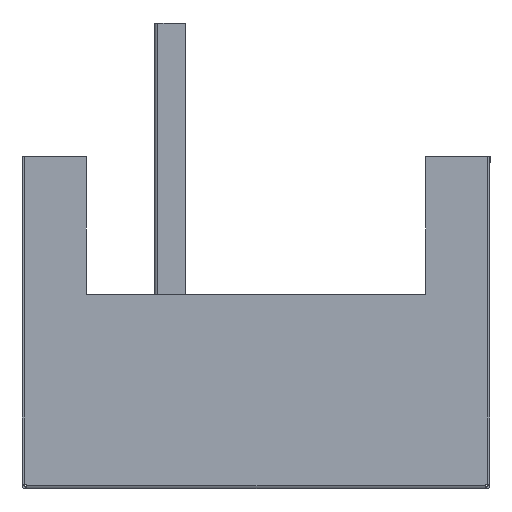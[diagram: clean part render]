
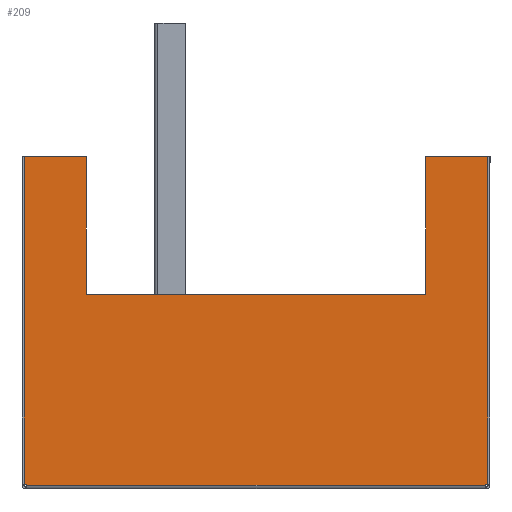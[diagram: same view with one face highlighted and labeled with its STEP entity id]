
A CAD part, left-side view. The second image highlights one B-rep face of the part: STEP entity #209.
In plain terms, the highlighted face is planar.
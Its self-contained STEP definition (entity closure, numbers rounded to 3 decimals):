
#43 = LINE ( 'NONE', #2014, #1114 ) ;
#44 = VERTEX_POINT ( 'NONE', #795 ) ;
#61 = EDGE_CURVE ( 'NONE', #199, #380, #898, .T. ) ;
#62 = EDGE_CURVE ( 'NONE', #1202, #1625, #1427, .T. ) ;
#99 = EDGE_CURVE ( 'NONE', #1202, #44, #891, .T. ) ;
#120 = EDGE_CURVE ( 'NONE', #721, #1272, #1305, .T. ) ;
#126 = CARTESIAN_POINT ( 'NONE',  ( -222., 0., -117.429 ) ) ;
#168 = VECTOR ( 'NONE', #192, 1000. ) ;
#172 = EDGE_CURVE ( 'NONE', #1917, #936, #1764, .T. ) ;
#182 = EDGE_CURVE ( 'NONE', #1272, #1392, #1298, .T. ) ;
#189 = DIRECTION ( 'NONE',  ( 0., -1., 0. ) ) ;
#191 = EDGE_CURVE ( 'NONE', #380, #1206, #1636, .T. ) ;
#192 = DIRECTION ( 'NONE',  ( 1., 0., 0. ) ) ;
#199 = VERTEX_POINT ( 'NONE', #589 ) ;
#209 = ADVANCED_FACE ( 'NONE', ( #1589 ), #264, .F. ) ;
#258 = DIRECTION ( 'NONE',  ( 0., 0., -1. ) ) ;
#264 = PLANE ( 'NONE',  #1839 ) ;
#288 = VERTEX_POINT ( 'NONE', #1316 ) ;
#314 = EDGE_CURVE ( 'NONE', #1917, #44, #1180, .T. ) ;
#373 = EDGE_CURVE ( 'NONE', #199, #288, #1866, .T. ) ;
#380 = VERTEX_POINT ( 'NONE', #1337 ) ;
#398 = LINE ( 'NONE', #126, #1991 ) ;
#409 = CARTESIAN_POINT ( 'NONE',  ( 0., 0., 86.4 ) ) ;
#447 = DIRECTION ( 'NONE',  ( -1., 0., 0. ) ) ;
#465 = CARTESIAN_POINT ( 'NONE',  ( -2.1, 0., 88.5 ) ) ;
#483 = CARTESIAN_POINT ( 'NONE',  ( -1.6, 0., 86.4 ) ) ;
#520 = ORIENTED_EDGE ( 'NONE', *, *, #120, .F. ) ;
#522 = VECTOR ( 'NONE', #1326, 1000. ) ;
#548 = VECTOR ( 'NONE', #447, 1000. ) ;
#569 = LINE ( 'NONE', #2056, #1160 ) ;
#575 = ORIENTED_EDGE ( 'NONE', *, *, #99, .T. ) ;
#589 = CARTESIAN_POINT ( 'NONE',  ( -147., 0., 87.429 ) ) ;
#657 = VECTOR ( 'NONE', #1464, 1000. ) ;
#669 = EDGE_CURVE ( 'NONE', #1206, #721, #569, .T. ) ;
#694 = EDGE_CURVE ( 'NONE', #1392, #936, #398, .T. ) ;
#721 = VERTEX_POINT ( 'NONE', #1147 ) ;
#795 = CARTESIAN_POINT ( 'NONE',  ( -1.6, 0., -116.4 ) ) ;
#854 = CARTESIAN_POINT ( 'NONE',  ( 0., 0., 88.5 ) ) ;
#881 = ORIENTED_EDGE ( 'NONE', *, *, #191, .F. ) ;
#891 = LINE ( 'NONE', #483, #1902 ) ;
#898 = LINE ( 'NONE', #946, #1189 ) ;
#908 = VECTOR ( 'NONE', #1078, 1000. ) ;
#914 = DIRECTION ( 'NONE',  ( 1., 0., 0. ) ) ;
#918 = CARTESIAN_POINT ( 'NONE',  ( -147., 0., -117.429 ) ) ;
#929 = DIRECTION ( 'NONE',  ( 0., 0., -1. ) ) ;
#936 = VERTEX_POINT ( 'NONE', #1601 ) ;
#943 = DIRECTION ( 'NONE',  ( 0., 0., -1. ) ) ;
#946 = CARTESIAN_POINT ( 'NONE',  ( -147., 0., 88.5 ) ) ;
#983 = ORIENTED_EDGE ( 'NONE', *, *, #182, .F. ) ;
#993 = VECTOR ( 'NONE', #1498, 1000. ) ;
#1053 = EDGE_LOOP ( 'NONE', ( #2124, #575, #1829, #1341, #1199, #983, #520, #1801, #881, #2077, #1613, #1597 ) ) ;
#1078 = DIRECTION ( 'NONE',  ( 0., 0., -1. ) ) ;
#1114 = VECTOR ( 'NONE', #943, 1000. ) ;
#1122 = DIRECTION ( 'NONE',  ( 0., 0., -1. ) ) ;
#1147 = CARTESIAN_POINT ( 'NONE',  ( -86., 0., -90. ) ) ;
#1151 = CARTESIAN_POINT ( 'NONE',  ( -147., 0., -90. ) ) ;
#1160 = VECTOR ( 'NONE', #1122, 1000. ) ;
#1180 = LINE ( 'NONE', #1311, #657 ) ;
#1189 = VECTOR ( 'NONE', #1704, 1000. ) ;
#1199 = ORIENTED_EDGE ( 'NONE', *, *, #694, .F. ) ;
#1202 = VERTEX_POINT ( 'NONE', #1398 ) ;
#1206 = VERTEX_POINT ( 'NONE', #2028 ) ;
#1272 = VERTEX_POINT ( 'NONE', #1881 ) ;
#1292 = CARTESIAN_POINT ( 'NONE',  ( -2.1, 0., -116.4 ) ) ;
#1298 = LINE ( 'NONE', #1937, #1469 ) ;
#1305 = LINE ( 'NONE', #1151, #548 ) ;
#1311 = CARTESIAN_POINT ( 'NONE',  ( 0., 0., -116.4 ) ) ;
#1316 = CARTESIAN_POINT ( 'NONE',  ( -2.1, 0., 87.429 ) ) ;
#1326 = DIRECTION ( 'NONE',  ( 1., 0., 0. ) ) ;
#1337 = CARTESIAN_POINT ( 'NONE',  ( -147., 0., 60. ) ) ;
#1341 = ORIENTED_EDGE ( 'NONE', *, *, #172, .T. ) ;
#1389 = CARTESIAN_POINT ( 'NONE',  ( -147., 0., 60. ) ) ;
#1392 = VERTEX_POINT ( 'NONE', #918 ) ;
#1398 = CARTESIAN_POINT ( 'NONE',  ( -1.6, 0., 86.4 ) ) ;
#1427 = LINE ( 'NONE', #409, #993 ) ;
#1464 = DIRECTION ( 'NONE',  ( 1., 0., 0. ) ) ;
#1469 = VECTOR ( 'NONE', #258, 1000. ) ;
#1498 = DIRECTION ( 'NONE',  ( -1., 0., 0. ) ) ;
#1589 = FACE_OUTER_BOUND ( 'NONE', #1053, .T. ) ;
#1597 = ORIENTED_EDGE ( 'NONE', *, *, #1778, .T. ) ;
#1601 = CARTESIAN_POINT ( 'NONE',  ( -2.1, 0., -117.429 ) ) ;
#1613 = ORIENTED_EDGE ( 'NONE', *, *, #373, .T. ) ;
#1625 = VERTEX_POINT ( 'NONE', #1911 ) ;
#1636 = LINE ( 'NONE', #1389, #522 ) ;
#1647 = CARTESIAN_POINT ( 'NONE',  ( -222., 0., 87.429 ) ) ;
#1704 = DIRECTION ( 'NONE',  ( 0., 0., -1. ) ) ;
#1764 = LINE ( 'NONE', #465, #908 ) ;
#1778 = EDGE_CURVE ( 'NONE', #288, #1625, #43, .T. ) ;
#1801 = ORIENTED_EDGE ( 'NONE', *, *, #669, .F. ) ;
#1829 = ORIENTED_EDGE ( 'NONE', *, *, #314, .F. ) ;
#1839 = AXIS2_PLACEMENT_3D ( 'NONE', #854, #189, #914 ) ;
#1866 = LINE ( 'NONE', #1647, #168 ) ;
#1881 = CARTESIAN_POINT ( 'NONE',  ( -147., 0., -90. ) ) ;
#1902 = VECTOR ( 'NONE', #929, 1000. ) ;
#1911 = CARTESIAN_POINT ( 'NONE',  ( -2.1, 0., 86.4 ) ) ;
#1917 = VERTEX_POINT ( 'NONE', #1292 ) ;
#1937 = CARTESIAN_POINT ( 'NONE',  ( -147., 0., 88.5 ) ) ;
#1991 = VECTOR ( 'NONE', #2080, 1000. ) ;
#2014 = CARTESIAN_POINT ( 'NONE',  ( -2.1, 0., 88.5 ) ) ;
#2028 = CARTESIAN_POINT ( 'NONE',  ( -86., 0., 60. ) ) ;
#2056 = CARTESIAN_POINT ( 'NONE',  ( -86., 0., -90. ) ) ;
#2077 = ORIENTED_EDGE ( 'NONE', *, *, #61, .F. ) ;
#2080 = DIRECTION ( 'NONE',  ( 1., 0., 0. ) ) ;
#2124 = ORIENTED_EDGE ( 'NONE', *, *, #62, .F. ) ;
